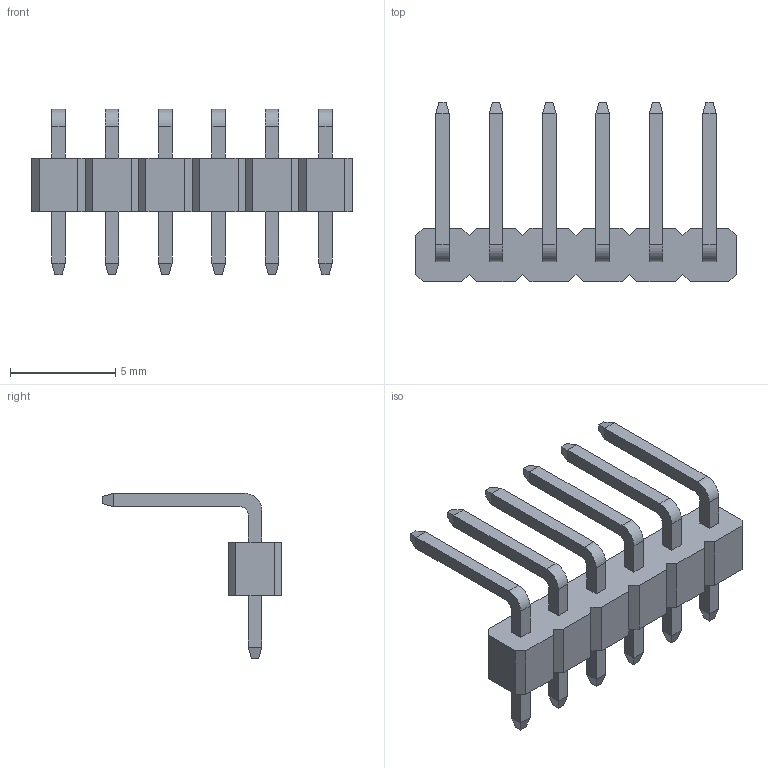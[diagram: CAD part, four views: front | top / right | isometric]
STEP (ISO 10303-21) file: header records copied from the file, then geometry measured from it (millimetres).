
FILE_DESCRIPTION(/* description */ ('Alibre Inc.'),/* implementation_level */ '2;1');
FILE_NAME(/* name */ 'export0',/* time_stamp */ '2013-12-14T19:41:09+02:00',/* author */ (''),/* organization */ (''),/* preprocessor_version */ 'ST-DEVELOPER v14',/* originating_system */ 'Alibre',/* authorisation */ '');
FILE_SCHEMA (('AUTOMOTIVE_DESIGN'));
Length unit declared in the file: centimetre
Bounding box: 15.24 x 8.54 x 7.86 mm (x, y, z)
Volume: 121.3 mm3; surface area: 352.4 mm2
Topology: 1 solids, 1 shells, 176 faces, 438 edges, 276 vertices
Faces by surface type: plane 164, cylinder 12
Entity records: 4927 total; most frequent: ORIENTED_EDGE 876, CARTESIAN_POINT 841, DIRECTION 601, EDGE_CURVE 438, VECTOR 389, LINE 389, VERTEX_POINT 276, EDGE_LOOP 188
